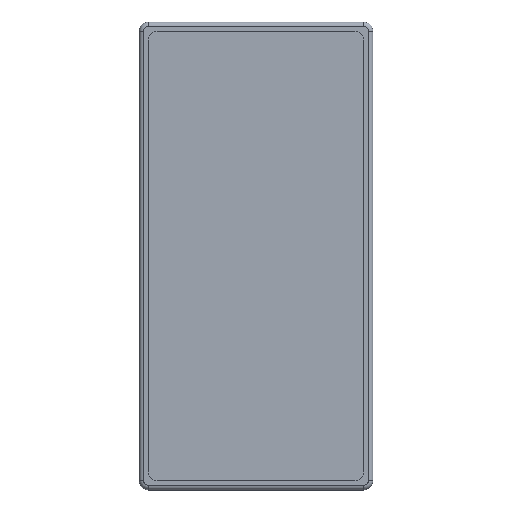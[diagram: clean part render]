
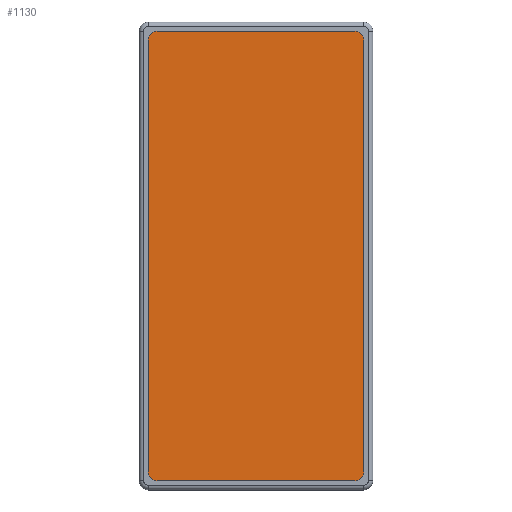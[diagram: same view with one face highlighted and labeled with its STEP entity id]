
A CAD part, top view. The second image highlights one B-rep face of the part: STEP entity #1130.
In plain terms, the highlighted planar face has unit normal (0, 0, 1).
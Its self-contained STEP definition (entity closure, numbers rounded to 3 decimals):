
#940 = VERTEX_POINT('',#941);
#941 = CARTESIAN_POINT('',(13.28,-34.6,10.4));
#947 = EDGE_CURVE('',#940,#948,#950,.T.);
#948 = VERTEX_POINT('',#949);
#949 = CARTESIAN_POINT('',(-8.12,-34.6,10.4));
#950 = LINE('',#951,#952);
#951 = CARTESIAN_POINT('',(14.28,-34.6,10.4));
#952 = VECTOR('',#953,1.);
#953 = DIRECTION('',(-1.,0.,0.));
#972 = VERTEX_POINT('',#973);
#973 = CARTESIAN_POINT('',(-9.12,-33.6,10.4));
#979 = EDGE_CURVE('',#948,#972,#980,.T.);
#980 = CIRCLE('',#981,1.);
#981 = AXIS2_PLACEMENT_3D('',#982,#983,#984);
#982 = CARTESIAN_POINT('',(-8.12,-33.6,10.4));
#983 = DIRECTION('',(0.,0.,-1.));
#984 = DIRECTION('',(0.,-1.,0.));
#995 = VERTEX_POINT('',#996);
#996 = CARTESIAN_POINT('',(-9.12,13.2,10.4));
#1004 = EDGE_CURVE('',#972,#995,#1005,.T.);
#1005 = LINE('',#1006,#1007);
#1006 = CARTESIAN_POINT('',(-9.12,-34.6,10.4));
#1007 = VECTOR('',#1008,1.);
#1008 = DIRECTION('',(0.,1.,0.));
#1021 = VERTEX_POINT('',#1022);
#1022 = CARTESIAN_POINT('',(-8.12,14.2,10.4));
#1028 = EDGE_CURVE('',#995,#1021,#1029,.T.);
#1029 = CIRCLE('',#1030,1.);
#1030 = AXIS2_PLACEMENT_3D('',#1031,#1032,#1033);
#1031 = CARTESIAN_POINT('',(-8.12,13.2,10.4));
#1032 = DIRECTION('',(0.,0.,-1.));
#1033 = DIRECTION('',(0.,-1.,0.));
#1044 = VERTEX_POINT('',#1045);
#1045 = CARTESIAN_POINT('',(13.28,14.2,10.4));
#1053 = EDGE_CURVE('',#1021,#1044,#1054,.T.);
#1054 = LINE('',#1055,#1056);
#1055 = CARTESIAN_POINT('',(-9.12,14.2,10.4));
#1056 = VECTOR('',#1057,1.);
#1057 = DIRECTION('',(1.,0.,0.));
#1068 = VERTEX_POINT('',#1069);
#1069 = CARTESIAN_POINT('',(14.28,13.2,10.4));
#1077 = EDGE_CURVE('',#1068,#1044,#1078,.T.);
#1078 = CIRCLE('',#1079,1.);
#1079 = AXIS2_PLACEMENT_3D('',#1080,#1081,#1082);
#1080 = CARTESIAN_POINT('',(13.28,13.2,10.4));
#1081 = DIRECTION('',(0.,0.,1.));
#1082 = DIRECTION('',(0.,-1.,0.));
#1094 = EDGE_CURVE('',#1068,#1095,#1097,.T.);
#1095 = VERTEX_POINT('',#1096);
#1096 = CARTESIAN_POINT('',(14.28,-33.6,10.4));
#1097 = LINE('',#1098,#1099);
#1098 = CARTESIAN_POINT('',(14.28,14.2,10.4));
#1099 = VECTOR('',#1100,1.);
#1100 = DIRECTION('',(0.,-1.,0.));
#1119 = EDGE_CURVE('',#940,#1095,#1120,.T.);
#1120 = CIRCLE('',#1121,1.);
#1121 = AXIS2_PLACEMENT_3D('',#1122,#1123,#1124);
#1122 = CARTESIAN_POINT('',(13.28,-33.6,10.4));
#1123 = DIRECTION('',(0.,0.,1.));
#1124 = DIRECTION('',(0.,-1.,0.));
#1130 = ADVANCED_FACE('',(#1131),#1141,.F.);
#1131 = FACE_BOUND('',#1132,.F.);
#1132 = EDGE_LOOP('',(#1133,#1134,#1135,#1136,#1137,#1138,#1139,#1140));
#1133 = ORIENTED_EDGE('',*,*,#1094,.T.);
#1134 = ORIENTED_EDGE('',*,*,#1119,.F.);
#1135 = ORIENTED_EDGE('',*,*,#947,.T.);
#1136 = ORIENTED_EDGE('',*,*,#979,.T.);
#1137 = ORIENTED_EDGE('',*,*,#1004,.T.);
#1138 = ORIENTED_EDGE('',*,*,#1028,.T.);
#1139 = ORIENTED_EDGE('',*,*,#1053,.T.);
#1140 = ORIENTED_EDGE('',*,*,#1077,.F.);
#1141 = PLANE('',#1142);
#1142 = AXIS2_PLACEMENT_3D('',#1143,#1144,#1145);
#1143 = CARTESIAN_POINT('',(2.58,-10.2,10.4));
#1144 = DIRECTION('',(0.,0.,-1.));
#1145 = DIRECTION('',(-1.,0.,0.));
